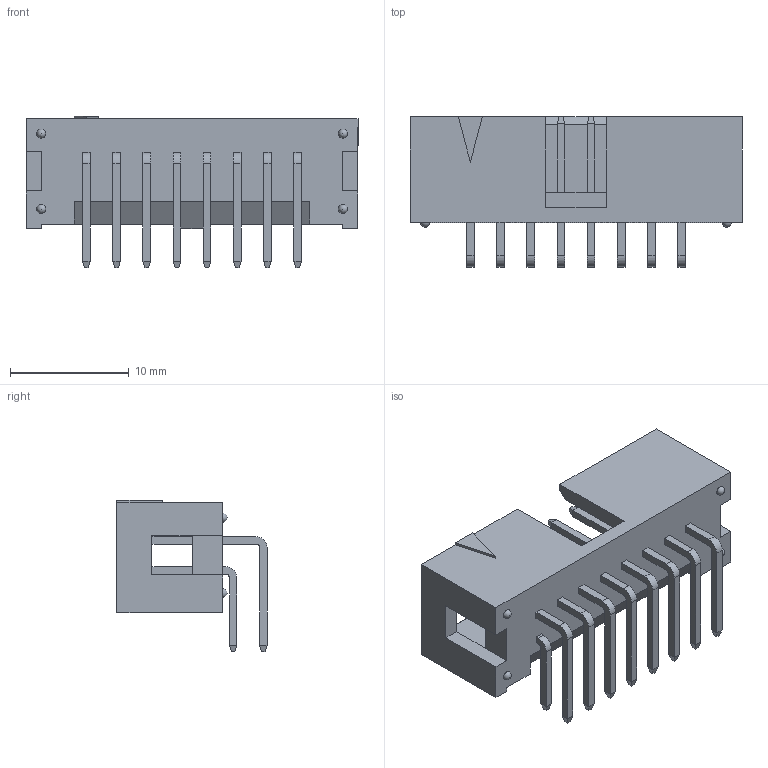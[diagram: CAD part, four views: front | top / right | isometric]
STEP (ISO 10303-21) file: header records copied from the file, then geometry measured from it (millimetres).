
FILE_DESCRIPTION (( 'STEP AP214' ), '1' );
FILE_NAME ('Samtec-TST-108-04-T-D-RA.step', '2013-08-06T18:41:46', ( 'Windows User' ), ( '' ), 'SwSTEP 2.0', 'SolidWorks 2013', '' );
FILE_SCHEMA (( 'AUTOMOTIVE_DESIGN' ));
Length unit declared in the file: inch
Products named in the file (1): Samtec-TST-108-04-T-D-RA
Bounding box: 27.94 x 12.64 x 12.78 mm (x, y, z)
Volume: 1168.1 mm3; surface area: 2119.5 mm2
Topology: 1 solids, 1 shells, 399 faces, 977 edges, 608 vertices
Faces by surface type: plane 363, cylinder 32, sphere 4
Entity records: 11911 total; most frequent: CARTESIAN_POINT 1965, ORIENTED_EDGE 1930, DIRECTION 1837, EDGE_CURVE 965, LINE 893, VECTOR 893, VERTEX_POINT 600, AXIS2_PLACEMENT_3D 472
